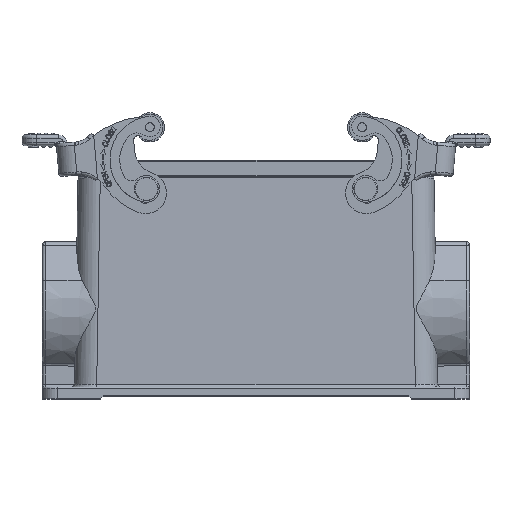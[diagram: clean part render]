
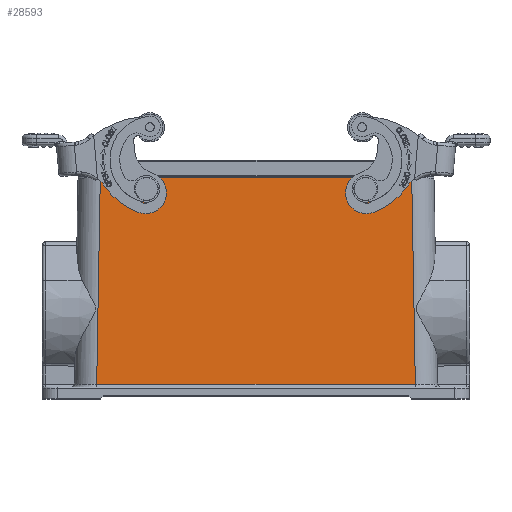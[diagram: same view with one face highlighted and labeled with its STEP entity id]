
A CAD part, top view. The second image highlights one B-rep face of the part: STEP entity #28593.
In plain terms, the highlighted planar face has unit normal (0, 0.018, 1).
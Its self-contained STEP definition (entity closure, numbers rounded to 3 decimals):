
#2356=CARTESIAN_POINT('',(19.277,4.983,-5.278));
#2362=DIRECTION('',(0.017,-1.,0.017));
#2363=VECTOR('',#2362,69.547);
#2364=CARTESIAN_POINT('',(125.51,74.509,-6.491));
#2365=LINE('',#2364,#2363);
#2366=DIRECTION('',(0.017,1.,-0.017));
#2367=VECTOR('',#2366,69.547);
#2368=CARTESIAN_POINT('',(19.277,4.983,-5.278));
#2369=LINE('',#2368,#2367);
#5428=DIRECTION('',(-1.,0.,0.));
#5429=VECTOR('',#5428,105.019);
#5430=CARTESIAN_POINT('',(125.51,74.509,-6.491));
#5431=LINE('',#5430,#5429);
#5533=CARTESIAN_POINT('',(20.49,74.509,-6.491));
#6331=DIRECTION('',(1.,0.,0.));
#6332=VECTOR('',#6331,107.447);
#6333=CARTESIAN_POINT('',(19.277,4.983,-5.278));
#6334=LINE('',#6333,#6332);
#6422=CARTESIAN_POINT('',(38.311,71.002,-6.43));
#6423=CARTESIAN_POINT('',(38.337,70.75,-6.426));
#6424=CARTESIAN_POINT('',(38.31,70.265,-6.417));
#6425=CARTESIAN_POINT('',(38.039,69.564,-6.405));
#6426=CARTESIAN_POINT('',(37.566,68.989,-6.395));
#6427=CARTESIAN_POINT('',(36.93,68.588,-6.388));
#6428=CARTESIAN_POINT('',(36.459,68.467,-6.386));
#6429=CARTESIAN_POINT('',(36.206,68.445,-6.386));
#6431=CARTESIAN_POINT('',(36.206,68.445,-6.386));
#6432=CARTESIAN_POINT('',(35.953,68.422,-6.385));
#6433=CARTESIAN_POINT('',(35.467,68.458,-6.386));
#6434=CARTESIAN_POINT('',(34.769,68.741,-6.391));
#6435=CARTESIAN_POINT('',(34.201,69.226,-6.399));
#6436=CARTESIAN_POINT('',(33.812,69.87,-6.41));
#6437=CARTESIAN_POINT('',(33.7,70.344,-6.419));
#6438=CARTESIAN_POINT('',(33.682,70.597,-6.423));
#6440=CARTESIAN_POINT('',(33.682,70.597,-6.423));
#6441=CARTESIAN_POINT('',(33.665,70.845,-6.428));
#6442=CARTESIAN_POINT('',(33.707,71.321,-6.436));
#6443=CARTESIAN_POINT('',(33.99,72.,-6.448));
#6444=CARTESIAN_POINT('',(34.465,72.554,-6.457));
#6445=CARTESIAN_POINT('',(35.092,72.938,-6.464));
#6446=CARTESIAN_POINT('',(35.554,73.054,-6.466));
#6447=CARTESIAN_POINT('',(35.801,73.075,-6.466));
#6449=CARTESIAN_POINT('',(35.801,73.075,-6.466));
#6450=CARTESIAN_POINT('',(36.048,73.096,-6.467));
#6451=CARTESIAN_POINT('',(36.522,73.062,-6.466));
#6452=CARTESIAN_POINT('',(37.204,72.791,-6.461));
#6453=CARTESIAN_POINT('',(37.766,72.328,-6.453));
#6454=CARTESIAN_POINT('',(38.161,71.709,-6.443));
#6455=CARTESIAN_POINT('',(38.285,71.249,-6.435));
#6456=CARTESIAN_POINT('',(38.311,71.002,-6.43));
#7160=CARTESIAN_POINT('',(112.318,70.597,-6.423));
#7161=CARTESIAN_POINT('',(112.3,70.344,-6.419));
#7162=CARTESIAN_POINT('',(112.188,69.87,-6.41));
#7163=CARTESIAN_POINT('',(111.799,69.226,-6.399));
#7164=CARTESIAN_POINT('',(111.231,68.742,-6.391));
#7165=CARTESIAN_POINT('',(110.533,68.458,-6.386));
#7166=CARTESIAN_POINT('',(110.047,68.422,-6.385));
#7167=CARTESIAN_POINT('',(109.794,68.445,-6.386));
#7169=CARTESIAN_POINT('',(109.794,68.445,-6.386));
#7170=CARTESIAN_POINT('',(109.541,68.467,-6.386));
#7171=CARTESIAN_POINT('',(109.07,68.588,-6.388));
#7172=CARTESIAN_POINT('',(108.434,68.989,-6.395));
#7173=CARTESIAN_POINT('',(107.961,69.565,-6.405));
#7174=CARTESIAN_POINT('',(107.69,70.265,-6.417));
#7175=CARTESIAN_POINT('',(107.663,70.75,-6.426));
#7176=CARTESIAN_POINT('',(107.689,71.002,-6.43));
#7178=CARTESIAN_POINT('',(107.689,71.002,-6.43));
#7179=CARTESIAN_POINT('',(107.715,71.249,-6.435));
#7180=CARTESIAN_POINT('',(107.839,71.709,-6.443));
#7181=CARTESIAN_POINT('',(108.234,72.328,-6.453));
#7182=CARTESIAN_POINT('',(108.796,72.791,-6.461));
#7183=CARTESIAN_POINT('',(109.478,73.062,-6.466));
#7184=CARTESIAN_POINT('',(109.952,73.096,-6.467));
#7185=CARTESIAN_POINT('',(110.199,73.075,-6.466));
#7187=CARTESIAN_POINT('',(110.199,73.075,-6.466));
#7188=CARTESIAN_POINT('',(110.446,73.054,-6.466));
#7189=CARTESIAN_POINT('',(110.908,72.938,-6.464));
#7190=CARTESIAN_POINT('',(111.535,72.554,-6.457));
#7191=CARTESIAN_POINT('',(112.01,72.,-6.448));
#7192=CARTESIAN_POINT('',(112.293,71.321,-6.436));
#7193=CARTESIAN_POINT('',(112.335,70.845,-6.428));
#7194=CARTESIAN_POINT('',(112.318,70.597,-6.423));
#20934=VERTEX_POINT('',#2356);
#20939=VERTEX_POINT('',#5533);
#20940=CARTESIAN_POINT('',(125.51,74.509,
-6.491));
#20941=CARTESIAN_POINT('',(126.723,4.983,
-5.278));
#20942=VERTEX_POINT('',#20940);
#20943=VERTEX_POINT('',#20941);
#21769=VERTEX_POINT('',#6431);
#21770=VERTEX_POINT('',#6438);
#21771=VERTEX_POINT('',#6422);
#21778=VERTEX_POINT('',#6447);
#21939=VERTEX_POINT('',#7169);
#21940=VERTEX_POINT('',#7176);
#21941=VERTEX_POINT('',#7160);
#21948=VERTEX_POINT('',#7185);
#28559=CARTESIAN_POINT('',(73.,39.746,
-5.885));
#28560=DIRECTION('',(0.,0.017,1.));
#28561=DIRECTION('',(0.,-1.,0.017));
#28562=AXIS2_PLACEMENT_3D('',#28559,#28560,#28561);
#28563=PLANE('',#28562);
#28565=ORIENTED_EDGE('',*,*,#28564,.T.);
#28567=ORIENTED_EDGE('',*,*,#28566,.F.);
#28568=ORIENTED_EDGE('',*,*,#28541,.T.);
#28570=ORIENTED_EDGE('',*,*,#28569,.F.);
#28571=EDGE_LOOP('',(#28565,#28567,#28568,#28570));
#28572=FACE_OUTER_BOUND('',#28571,.F.);
#28574=ORIENTED_EDGE('',*,*,#28573,.F.);
#28576=ORIENTED_EDGE('',*,*,#28575,.F.);
#28578=ORIENTED_EDGE('',*,*,#28577,.F.);
#28580=ORIENTED_EDGE('',*,*,#28579,.F.);
#28581=EDGE_LOOP('',(#28574,#28576,#28578,#28580));
#28582=FACE_BOUND('',#28581,.F.);
#28584=ORIENTED_EDGE('',*,*,#28583,.F.);
#28586=ORIENTED_EDGE('',*,*,#28585,.F.);
#28588=ORIENTED_EDGE('',*,*,#28587,.F.);
#28590=ORIENTED_EDGE('',*,*,#28589,.F.);
#28591=EDGE_LOOP('',(#28584,#28586,#28588,#28590));
#28592=FACE_BOUND('',#28591,.F.);
#6430=B_SPLINE_CURVE_WITH_KNOTS('',3,(#6422,#6423,#6424,#6425,#6426,#6427,#6428,
#6429),.UNSPECIFIED.,.F.,.F.,(4,1,1,1,1,4),(0.,0.2,0.4,0.6,0.8,1.),
.UNSPECIFIED.);
#6439=B_SPLINE_CURVE_WITH_KNOTS('',3,(#6431,#6432,#6433,#6434,#6435,#6436,#6437,
#6438),.UNSPECIFIED.,.F.,.F.,(4,1,1,1,1,4),(0.,0.2,0.4,0.6,0.8,1.),
.UNSPECIFIED.);
#6448=B_SPLINE_CURVE_WITH_KNOTS('',3,(#6440,#6441,#6442,#6443,#6444,#6445,#6446,
#6447),.UNSPECIFIED.,.F.,.F.,(4,1,1,1,1,4),(0.,0.2,0.4,0.6,0.8,1.),
.UNSPECIFIED.);
#6457=B_SPLINE_CURVE_WITH_KNOTS('',3,(#6449,#6450,#6451,#6452,#6453,#6454,#6455,
#6456),.UNSPECIFIED.,.F.,.F.,(4,1,1,1,1,4),(0.,0.2,0.4,0.6,0.8,1.),
.UNSPECIFIED.);
#7168=B_SPLINE_CURVE_WITH_KNOTS('',3,(#7160,#7161,#7162,#7163,#7164,#7165,#7166,
#7167),.UNSPECIFIED.,.F.,.F.,(4,1,1,1,1,4),(0.,0.2,0.4,0.6,0.8,1.),
.UNSPECIFIED.);
#7177=B_SPLINE_CURVE_WITH_KNOTS('',3,(#7169,#7170,#7171,#7172,#7173,#7174,#7175,
#7176),.UNSPECIFIED.,.F.,.F.,(4,1,1,1,1,4),(0.,0.2,0.4,0.6,0.8,1.),
.UNSPECIFIED.);
#7186=B_SPLINE_CURVE_WITH_KNOTS('',3,(#7178,#7179,#7180,#7181,#7182,#7183,#7184,
#7185),.UNSPECIFIED.,.F.,.F.,(4,1,1,1,1,4),(0.,0.2,0.4,0.6,0.8,1.),
.UNSPECIFIED.);
#7195=B_SPLINE_CURVE_WITH_KNOTS('',3,(#7187,#7188,#7189,#7190,#7191,#7192,#7193,
#7194),.UNSPECIFIED.,.F.,.F.,(4,1,1,1,1,4),(0.,0.2,0.4,0.6,0.8,1.),
.UNSPECIFIED.);
#28541=EDGE_CURVE('',#20934,#20939,#2369,.T.);
#28564=EDGE_CURVE('',#20942,#20943,#2365,.T.);
#28566=EDGE_CURVE('',#20934,#20943,#6334,.T.);
#28569=EDGE_CURVE('',#20942,#20939,#5431,.T.);
#28573=EDGE_CURVE('',#21769,#21770,#6439,.T.);
#28575=EDGE_CURVE('',#21771,#21769,#6430,.T.);
#28577=EDGE_CURVE('',#21778,#21771,#6457,.T.);
#28579=EDGE_CURVE('',#21770,#21778,#6448,.T.);
#28583=EDGE_CURVE('',#21939,#21940,#7177,.T.);
#28585=EDGE_CURVE('',#21941,#21939,#7168,.T.);
#28587=EDGE_CURVE('',#21948,#21941,#7195,.T.);
#28589=EDGE_CURVE('',#21940,#21948,#7186,.T.);
#28593=ADVANCED_FACE('',(#28572,#28582,#28592),#28563,.T.);
